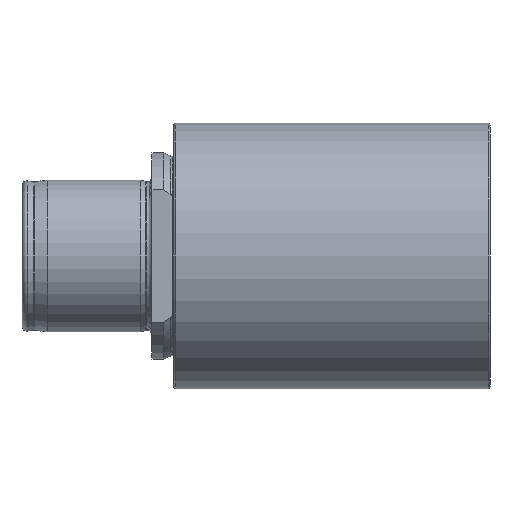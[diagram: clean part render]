
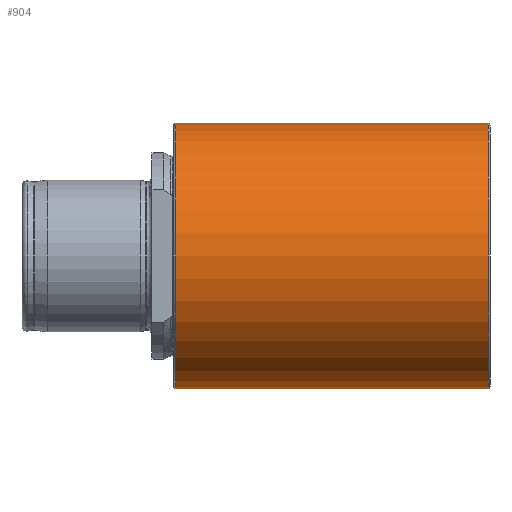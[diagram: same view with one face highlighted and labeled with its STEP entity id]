
A CAD part, front view. The second image highlights one B-rep face of the part: STEP entity #904.
In plain terms, the highlighted cylindrical face has radius 21 mm (diameter 42 mm), a partial arc.
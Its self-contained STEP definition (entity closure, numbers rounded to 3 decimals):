
#143 = LINE ( 'NONE', #2156, #164 ) ;
#145 = LINE ( 'NONE', #2153, #157 ) ;
#157 = VECTOR ( 'NONE', #2155, 1000. ) ;
#164 = VECTOR ( 'NONE', #2154, 1000. ) ;
#270 = CARTESIAN_POINT ( 'NONE',  ( 24.3, 0., -21. ) ) ;
#272 = CARTESIAN_POINT ( 'NONE',  ( 24.3, 0., 21. ) ) ;
#282 = CARTESIAN_POINT ( 'NONE',  ( 73.7, 0., -21. ) ) ;
#284 = CARTESIAN_POINT ( 'NONE',  ( 73.7, 0., 21. ) ) ;
#452 = AXIS2_PLACEMENT_3D ( 'NONE', #3136, #3135, #3134 ) ;
#453 = AXIS2_PLACEMENT_3D ( 'NONE', #3139, #3138, #3137 ) ;
#517 = EDGE_CURVE ( 'NONE', #1793, #1791, #3596, .T. ) ;
#518 = EDGE_CURVE ( 'NONE', #1753, #1752, #3595, .T. ) ;
#643 = CYLINDRICAL_SURFACE ( 'NONE', #3878, 21. ) ;
#653 = FACE_OUTER_BOUND ( 'NONE', #2938, .T. ) ;
#904 = ADVANCED_FACE ( 'NONE', ( #653 ), #643, .T. ) ;
#1286 = ORIENTED_EDGE ( 'NONE', *, *, #517, .F. ) ;
#1287 = ORIENTED_EDGE ( 'NONE', *, *, #2491, .T. ) ;
#1288 = ORIENTED_EDGE ( 'NONE', *, *, #518, .T. ) ;
#1289 = ORIENTED_EDGE ( 'NONE', *, *, #2489, .F. ) ;
#1752 = VERTEX_POINT ( 'NONE', #284 ) ;
#1753 = VERTEX_POINT ( 'NONE', #282 ) ;
#1791 = VERTEX_POINT ( 'NONE', #272 ) ;
#1793 = VERTEX_POINT ( 'NONE', #270 ) ;
#2153 = CARTESIAN_POINT ( 'NONE',  ( -7.756, 0., -21. ) ) ;
#2154 = DIRECTION ( 'NONE',  ( -1., 0., 0. ) ) ;
#2155 = DIRECTION ( 'NONE',  ( -1., 0., 0. ) ) ;
#2156 = CARTESIAN_POINT ( 'NONE',  ( -7.756, 0., 21. ) ) ;
#2392 = CARTESIAN_POINT ( 'NONE',  ( -7.756, 0., 0. ) ) ;
#2400 = DIRECTION ( 'NONE',  ( -1., 0., 0. ) ) ;
#2407 = DIRECTION ( 'NONE',  ( 0., 0., 1. ) ) ;
#2489 = EDGE_CURVE ( 'NONE', #1753, #1793, #145, .T. ) ;
#2491 = EDGE_CURVE ( 'NONE', #1752, #1791, #143, .T. ) ;
#2938 = EDGE_LOOP ( 'NONE', ( #1289, #1288, #1287, #1286 ) ) ;
#3134 = DIRECTION ( 'NONE',  ( 0., 0., 1. ) ) ;
#3135 = DIRECTION ( 'NONE',  ( -1., 0., 0. ) ) ;
#3136 = CARTESIAN_POINT ( 'NONE',  ( 73.7, 0., 0. ) ) ;
#3137 = DIRECTION ( 'NONE',  ( 0., 0., 1. ) ) ;
#3138 = DIRECTION ( 'NONE',  ( -1., 0., 0. ) ) ;
#3139 = CARTESIAN_POINT ( 'NONE',  ( 24.3, 0., 0. ) ) ;
#3595 = CIRCLE ( 'NONE', #452, 21. ) ;
#3596 = CIRCLE ( 'NONE', #453, 21. ) ;
#3878 = AXIS2_PLACEMENT_3D ( 'NONE', #2392, #2400, #2407 ) ;
